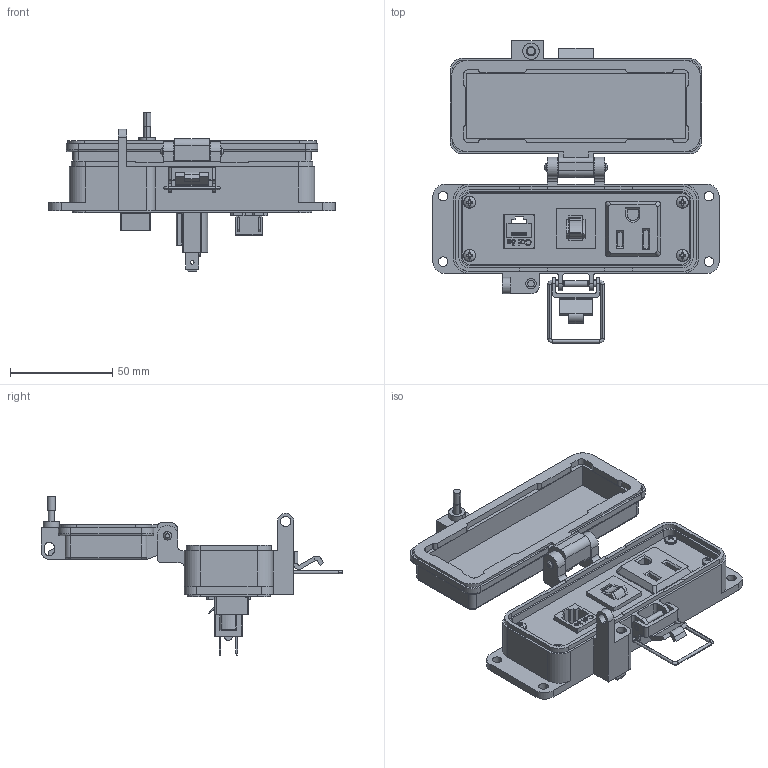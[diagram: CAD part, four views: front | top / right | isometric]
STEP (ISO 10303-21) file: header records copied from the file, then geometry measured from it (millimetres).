
FILE_DESCRIPTION (( 'STEP AP214' ), '1' );
FILE_NAME ('P-R2-H4R3_3D.STEP', '2017-10-18T15:36:40', ( '' ), ( '' ), 'SwSTEP 2.0', 'SolidWorks 2017', '' );
FILE_SCHEMA (( 'AUTOMOTIVE_DESIGN' ));
Length unit declared in the file: millimetre
Products named in the file (12): P-R2-H4R3_BP; P-R2-H4R3_3D; 92005A124_METRIC PAN HEAD PHILLIPS MACHINE SCREW_92005A124; H-X-H4; R; Z-200-R0SQ; Z-CB-SM; R2; Z-300-RJ45CAT5; P-R2-H4R3_FP; 90272A106_ZINC-PLTD STL PAN HEAD PHILLIPS MACHINE SCREW_90272A106; P-R2-H4R3_TP
Assembly tree (16 placements, depth 3):
  P-R2-H4R3_3D
    P-R2-H4R3_BP
    P-R2-H4R3_TP
    90272A106_ZINC-PLTD STL PAN HEAD PHILLIPS MACHINE SCREW_90272A106  x3
    P-R2-H4R3_FP
    R2
      Z-300-RJ45CAT5
    Z-CB-SM
    R
      Z-200-R0SQ
    H-X-H4
    92005A124_METRIC PAN HEAD PHILLIPS MACHINE SCREW_92005A124  x4
Bounding box: 140 x 147.61 x 77.73 mm (x, y, z)
Volume: 115192.4 mm3; surface area: 84344.2 mm2
Topology: 21 solids, 21 shells, 2151 faces, 6070 edges, 4020 vertices
Faces by surface type: cylinder 1048, plane 804, bspline 185, cone 72, torus 28, sphere 14
Entity records: 60048 total; most frequent: CARTESIAN_POINT 20501, ORIENTED_EDGE 7816, DIRECTION 6121, EDGE_CURVE 3908, VERTEX_POINT 2587, LINE 2403, VECTOR 2403, AXIS2_PLACEMENT_3D 1859
